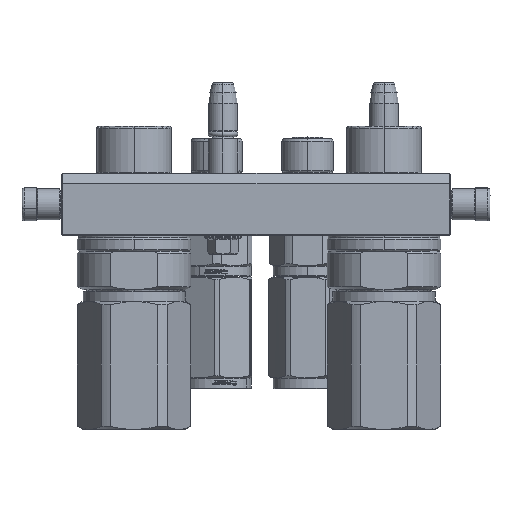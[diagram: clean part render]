
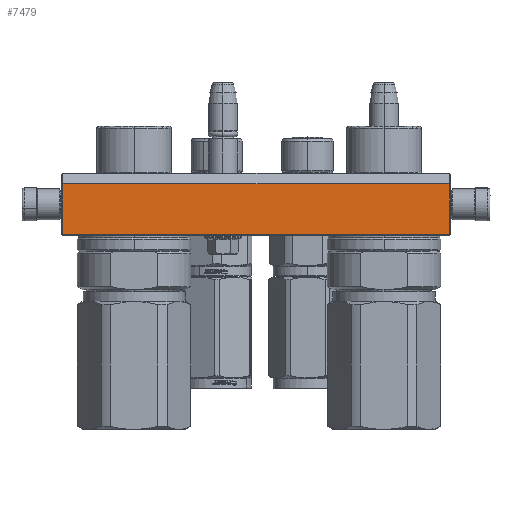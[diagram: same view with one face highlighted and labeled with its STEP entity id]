
A CAD part, left-side view. The second image highlights one B-rep face of the part: STEP entity #7479.
In plain terms, the highlighted face is planar.
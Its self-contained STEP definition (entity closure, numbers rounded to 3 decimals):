
#1571 = DIRECTION ( 'NONE',  ( -1., 0., 0. ) ) ;
#1747 = ORIENTED_EDGE ( 'NONE', *, *, #58030, .T. ) ;
#2505 = PLANE ( 'NONE',  #2716 ) ;
#2716 = AXIS2_PLACEMENT_3D ( 'NONE', #8198, #25202, #47937 ) ;
#3479 = VERTEX_POINT ( 'NONE', #71880 ) ;
#4546 = ORIENTED_EDGE ( 'NONE', *, *, #63998, .T. ) ;
#7479 = ADVANCED_FACE ( 'NONE', ( #43464 ), #2505, .T. ) ;
#8198 = CARTESIAN_POINT ( 'NONE',  ( 94., 0., -45. ) ) ;
#9623 = DIRECTION ( 'NONE',  ( -1., 0., 0. ) ) ;
#9967 = CARTESIAN_POINT ( 'NONE',  ( -93.5, 5., -45. ) ) ;
#11093 = ORIENTED_EDGE ( 'NONE', *, *, #46710, .F. ) ;
#15433 = CARTESIAN_POINT ( 'NONE',  ( -93.5, 5., -45. ) ) ;
#17593 = DIRECTION ( 'NONE',  ( 0., 1., 0. ) ) ;
#25202 = DIRECTION ( 'NONE',  ( 0., 0., -1. ) ) ;
#26969 = DIRECTION ( 'NONE',  ( 0., 1., 0. ) ) ;
#29378 = ORIENTED_EDGE ( 'NONE', *, *, #38535, .F. ) ;
#30150 = VECTOR ( 'NONE', #9623, 1000. ) ;
#33327 = CARTESIAN_POINT ( 'NONE',  ( 93.5, 5., -45. ) ) ;
#38535 = EDGE_CURVE ( 'NONE', #3479, #57713, #38865, .T. ) ;
#38865 = LINE ( 'NONE', #57418, #59373 ) ;
#39849 = CARTESIAN_POINT ( 'NONE',  ( 93.5, 5., -45. ) ) ;
#39883 = VECTOR ( 'NONE', #26969, 1000. ) ;
#43464 = FACE_OUTER_BOUND ( 'NONE', #72761, .T. ) ;
#43814 = CARTESIAN_POINT ( 'NONE',  ( 93.5, 5., -45. ) ) ;
#46710 = EDGE_CURVE ( 'NONE', #60769, #3479, #50677, .T. ) ;
#47937 = DIRECTION ( 'NONE',  ( -1., 0., 0. ) ) ;
#48921 = LINE ( 'NONE', #43814, #30150 ) ;
#50677 = LINE ( 'NONE', #39849, #59520 ) ;
#57418 = CARTESIAN_POINT ( 'NONE',  ( 93.5, 29.5, -45. ) ) ;
#57713 = VERTEX_POINT ( 'NONE', #73093 ) ;
#58030 = EDGE_CURVE ( 'NONE', #60769, #69508, #48921, .T. ) ;
#59373 = VECTOR ( 'NONE', #1571, 1000. ) ;
#59520 = VECTOR ( 'NONE', #17593, 1000. ) ;
#60769 = VERTEX_POINT ( 'NONE', #33327 ) ;
#63998 = EDGE_CURVE ( 'NONE', #69508, #57713, #64827, .T. ) ;
#64827 = LINE ( 'NONE', #9967, #39883 ) ;
#69508 = VERTEX_POINT ( 'NONE', #15433 ) ;
#71880 = CARTESIAN_POINT ( 'NONE',  ( 93.5, 29.5, -45. ) ) ;
#72761 = EDGE_LOOP ( 'NONE', ( #4546, #29378, #11093, #1747 ) ) ;
#73093 = CARTESIAN_POINT ( 'NONE',  ( -93.5, 29.5, -45. ) ) ;
